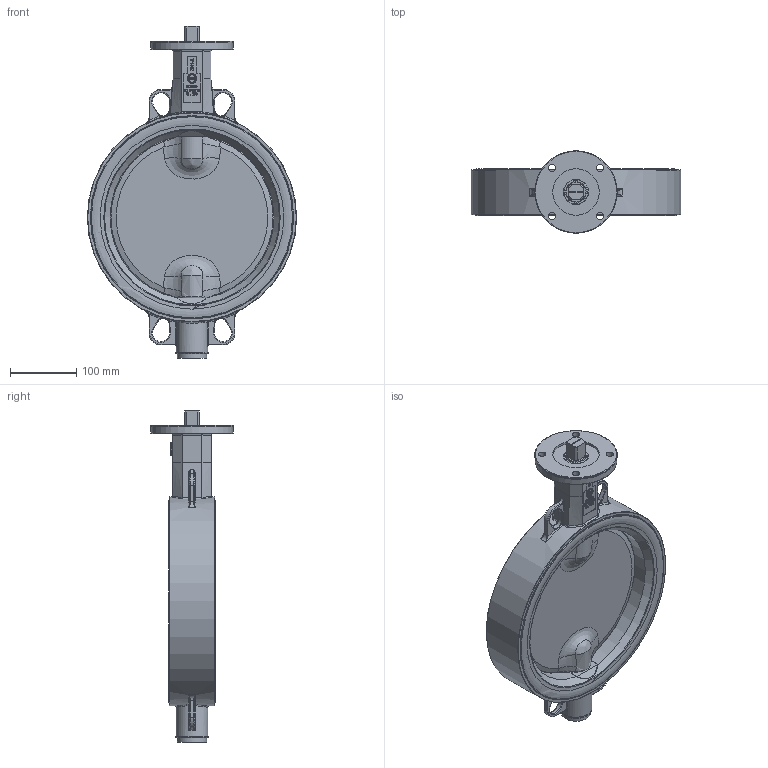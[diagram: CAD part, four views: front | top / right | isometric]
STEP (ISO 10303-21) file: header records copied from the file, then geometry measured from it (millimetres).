
FILE_DESCRIPTION((''),'2;1');
FILE_NAME('Z011-A-AL DN250.stp','2007-09-27T08:02:06',('hellwig'),(''),'Autodesk Inventor 11','Autodesk Inventor 11','');
FILE_SCHEMA(('AUTOMOTIVE_DESIGN { 1 0 10303 214 1 1 1 1 }'));
Length unit declared in the file: millimetre
Products named in the file (1): Bauteil1
Bounding box: 316 x 124.4 x 501.26 mm (x, y, z)
Volume: 3124433.8 mm3; surface area: 472137.2 mm2
Topology: 1 solids, 13 shells, 1042 faces, 2645 edges, 1665 vertices
Faces by surface type: bspline 406, plane 338, cylinder 169, torus 84, cone 41, sphere 4
Full cylindrical faces by diameter (mm): 4 x1, 6 x1, 25.5 x6, 26 x1, 30 x13, 30.1 x3, 30.46 x2, 34 x2, 34.6 x4, 36 x1, 37.95 x1, 38 x1, 44 x2, 44.1 x1, 48 x1, 48.4 x1, 124 x1, 124.4 x1, 264.3 x1, 296 x1, 296.3 x1, 305.3 x1, 306 x1, 316 x1
Entity records: 52690 total; most frequent: CARTESIAN_POINT 31040, ORIENTED_EDGE 4810, DIRECTION 3561, EDGE_CURVE 2405, VERTEX_POINT 1593, EDGE_LOOP 1291, AXIS2_PLACEMENT_3D 1270, FACE_OUTER_BOUND 1042
